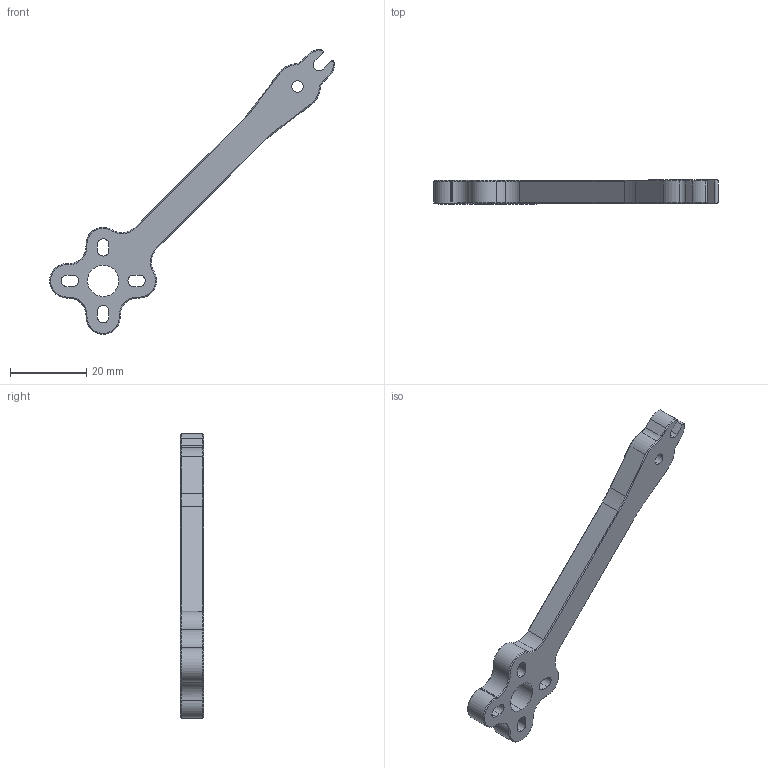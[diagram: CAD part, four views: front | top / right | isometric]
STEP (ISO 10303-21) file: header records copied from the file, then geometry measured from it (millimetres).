
FILE_DESCRIPTION (( 'STEP AP214' ), '1' );
FILE_NAME ('Arm SD 8x6WH 220mm5in b0.1.STEP', '2022-12-06T02:36:15', ( '' ), ( '' ), 'SwSTEP 2.0', 'SolidWorks 2022', '' );
FILE_SCHEMA (( 'AUTOMOTIVE_DESIGN' ));
Length unit declared in the file: millimetre
Products named in the file (1): Arm SD 8x6WH 220mm5in b0.1
Bounding box: 74.57 x 6.2 x 74.57 mm (x, y, z)
Volume: 5755.3 mm3; surface area: 3777.1 mm2
Topology: 1 solids, 1 shells, 117 faces, 293 edges, 178 vertices
Faces by surface type: cone 46, cylinder 41, plane 30
Entity records: 3553 total; most frequent: DIRECTION 657, CARTESIAN_POINT 609, ORIENTED_EDGE 586, EDGE_CURVE 293, AXIS2_PLACEMENT_3D 250, VERTEX_POINT 178, LINE 157, VECTOR 157
